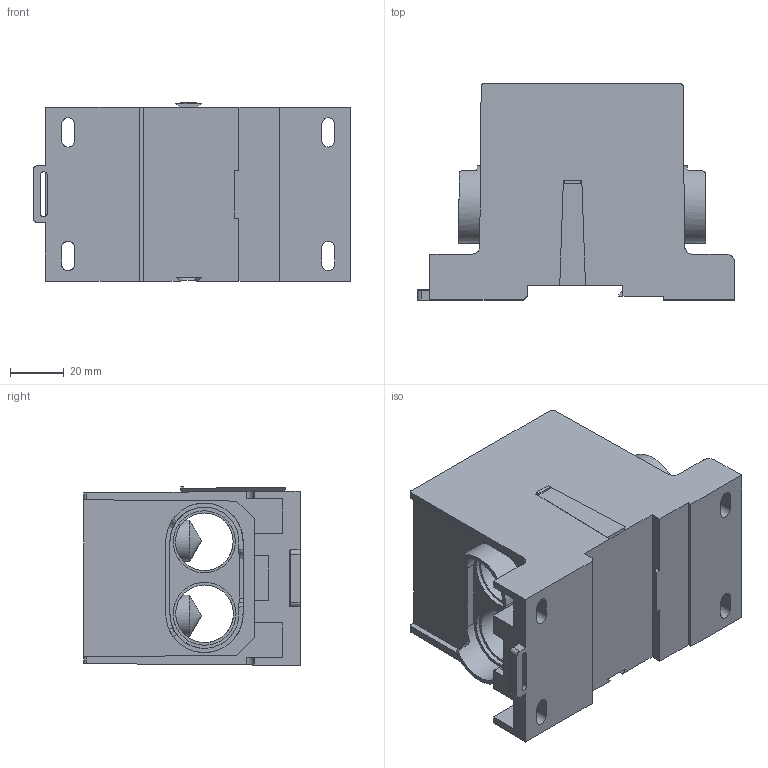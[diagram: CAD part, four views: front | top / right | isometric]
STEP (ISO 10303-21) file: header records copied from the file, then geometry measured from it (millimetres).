
FILE_DESCRIPTION (( 'STEP AP203' ), '1' );
FILE_NAME ('EPDB702.STEP', '2011-10-18T12:34:20', ( '.adc' ), ( '' ), 'SwSTEP 2.0', 'SolidWorks 2011', '' );
FILE_SCHEMA (( 'CONFIG_CONTROL_DESIGN' ));
Length unit declared in the file: inch
Products named in the file (1): EPDB702
Bounding box: 118.24 x 80.47 x 66.58 mm (x, y, z)
Volume: 328278.7 mm3; surface area: 58857.4 mm2
Topology: 1 solids, 1 shells, 283 faces, 769 edges, 504 vertices
Faces by surface type: plane 177, cylinder 96, cone 8, torus 2
Entity records: 9498 total; most frequent: CARTESIAN_POINT 2359, ORIENTED_EDGE 1538, DIRECTION 1379, EDGE_CURVE 769, VECTOR 547, LINE 547, VERTEX_POINT 504, AXIS2_PLACEMENT_3D 416
